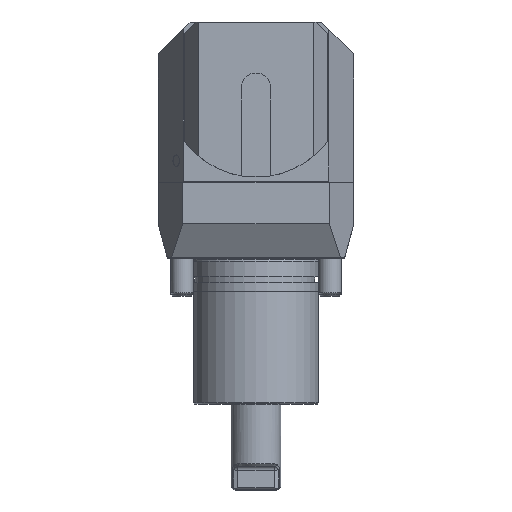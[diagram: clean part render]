
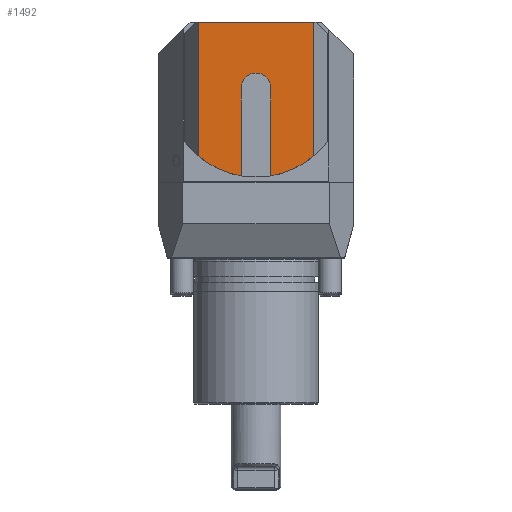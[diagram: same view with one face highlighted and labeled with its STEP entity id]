
A CAD part, top view. The second image highlights one B-rep face of the part: STEP entity #1492.
In plain terms, the highlighted planar face has unit normal (0, 0, 1).
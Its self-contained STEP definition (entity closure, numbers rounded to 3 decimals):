
#107 = DIRECTION ( 'NONE',  ( 0., -1., 0. ) ) ;
#186 = DIRECTION ( 'NONE',  ( 0., -1., 0. ) ) ;
#287 = CARTESIAN_POINT ( 'NONE',  ( -24.881, 22.142, 96.5 ) ) ;
#474 = DIRECTION ( 'NONE',  ( 0., 1., 0. ) ) ;
#475 = VECTOR ( 'NONE', #13549, 1000. ) ;
#651 = LINE ( 'NONE', #7541, #475 ) ;
#891 = VECTOR ( 'NONE', #474, 1000. ) ;
#1339 = CIRCLE ( 'NONE', #24232, 39.25 ) ;
#1391 = VERTEX_POINT ( 'NONE', #287 ) ;
#1492 = ADVANCED_FACE ( 'Defeature completata1_79', ( #15910 ), #9445, .T. ) ;
#3012 = VERTEX_POINT ( 'NONE', #21954 ) ;
#3981 = EDGE_CURVE ( 'NONE', #5497, #24398, #16431, .T. ) ;
#4368 = ORIENTED_EDGE ( 'NONE', *, *, #23352, .T. ) ;
#4412 = EDGE_CURVE ( 'NONE', #25502, #1391, #5233, .T. ) ;
#4813 = CARTESIAN_POINT ( 'NONE',  ( 7.096, 52., 96.5 ) ) ;
#5233 = LINE ( 'NONE', #9604, #19752 ) ;
#5473 = DIRECTION ( 'NONE',  ( 0., -1., 0. ) ) ;
#5497 = VERTEX_POINT ( 'NONE', #16643 ) ;
#5778 = AXIS2_PLACEMENT_3D ( 'NONE', #24666, #12041, #7745 ) ;
#7411 = EDGE_CURVE ( 'NONE', #3012, #19120, #13125, .T. ) ;
#7541 = CARTESIAN_POINT ( 'NONE',  ( 0.596, 81., 96.5 ) ) ;
#7745 = DIRECTION ( 'NONE',  ( 0., -1., 0. ) ) ;
#8959 = VERTEX_POINT ( 'NONE', #12679 ) ;
#9076 = ORIENTED_EDGE ( 'NONE', *, *, #23556, .T. ) ;
#9133 = EDGE_CURVE ( 'NONE', #3012, #8959, #20415, .T. ) ;
#9445 = PLANE ( 'NONE',  #5778 ) ;
#9604 = CARTESIAN_POINT ( 'NONE',  ( -24.881, 52., 96.5 ) ) ;
#9641 = EDGE_CURVE ( 'NONE', #18543, #25502, #651, .T. ) ;
#9863 = EDGE_CURVE ( 'NONE', #8959, #5497, #17902, .T. ) ;
#11121 = CARTESIAN_POINT ( 'NONE',  ( 0.596, 52., 96.5 ) ) ;
#11603 = ORIENTED_EDGE ( 'NONE', *, *, #3981, .F. ) ;
#12041 = DIRECTION ( 'NONE',  ( 0., 0., 1. ) ) ;
#12186 = CARTESIAN_POINT ( 'NONE',  ( 26.072, 52., 96.5 ) ) ;
#12345 = CARTESIAN_POINT ( 'NONE',  ( 0.596, 52., 96.5 ) ) ;
#12679 = CARTESIAN_POINT ( 'NONE',  ( 7.096, 52., 96.5 ) ) ;
#12877 = DIRECTION ( 'NONE',  ( 0., 0., 1. ) ) ;
#13125 = CIRCLE ( 'NONE', #16331, 39.25 ) ;
#13377 = DIRECTION ( 'NONE',  ( 0., 0., 1. ) ) ;
#13549 = DIRECTION ( 'NONE',  ( -1., 0., 0. ) ) ;
#13709 = ORIENTED_EDGE ( 'NONE', *, *, #7411, .T. ) ;
#13778 = AXIS2_PLACEMENT_3D ( 'NONE', #11121, #13377, #186 ) ;
#14205 = EDGE_LOOP ( 'NONE', ( #13709, #4368, #24872, #27183, #9076, #11603, #16972, #27236 ) ) ;
#14730 = CARTESIAN_POINT ( 'NONE',  ( -5.904, 52., 96.5 ) ) ;
#15910 = FACE_OUTER_BOUND ( 'NONE', #14205, .T. ) ;
#16331 = AXIS2_PLACEMENT_3D ( 'NONE', #22046, #12877, #107 ) ;
#16431 = LINE ( 'NONE', #14730, #17863 ) ;
#16643 = CARTESIAN_POINT ( 'NONE',  ( -5.904, 52., 96.5 ) ) ;
#16758 = DIRECTION ( 'NONE',  ( 0., 1., 0. ) ) ;
#16911 = CARTESIAN_POINT ( 'NONE',  ( 26.072, 81., 96.5 ) ) ;
#16972 = ORIENTED_EDGE ( 'NONE', *, *, #9863, .F. ) ;
#17863 = VECTOR ( 'NONE', #5473, 1000. ) ;
#17902 = CIRCLE ( 'NONE', #13778, 6.5 ) ;
#18373 = CARTESIAN_POINT ( 'NONE',  ( -24.881, 81., 96.5 ) ) ;
#18543 = VERTEX_POINT ( 'NONE', #16911 ) ;
#19120 = VERTEX_POINT ( 'NONE', #23891 ) ;
#19752 = VECTOR ( 'NONE', #27114, 1000. ) ;
#20415 = LINE ( 'NONE', #4813, #891 ) ;
#21954 = CARTESIAN_POINT ( 'NONE',  ( 7.096, 13.292, 96.5 ) ) ;
#22046 = CARTESIAN_POINT ( 'NONE',  ( 0.596, 52., 96.5 ) ) ;
#22509 = CARTESIAN_POINT ( 'NONE',  ( -5.904, 13.292, 96.5 ) ) ;
#23083 = LINE ( 'NONE', #12186, #26505 ) ;
#23352 = EDGE_CURVE ( 'NONE', #19120, #18543, #23083, .T. ) ;
#23556 = EDGE_CURVE ( 'NONE', #1391, #24398, #1339, .T. ) ;
#23891 = CARTESIAN_POINT ( 'NONE',  ( 26.072, 22.142, 96.5 ) ) ;
#24232 = AXIS2_PLACEMENT_3D ( 'NONE', #12345, #28086, #25955 ) ;
#24398 = VERTEX_POINT ( 'NONE', #22509 ) ;
#24666 = CARTESIAN_POINT ( 'NONE',  ( 0.596, 52., 96.5 ) ) ;
#24872 = ORIENTED_EDGE ( 'NONE', *, *, #9641, .T. ) ;
#25502 = VERTEX_POINT ( 'NONE', #18373 ) ;
#25955 = DIRECTION ( 'NONE',  ( 0., -1., 0. ) ) ;
#26505 = VECTOR ( 'NONE', #16758, 1000. ) ;
#27114 = DIRECTION ( 'NONE',  ( 0., -1., 0. ) ) ;
#27183 = ORIENTED_EDGE ( 'NONE', *, *, #4412, .T. ) ;
#27236 = ORIENTED_EDGE ( 'NONE', *, *, #9133, .F. ) ;
#28086 = DIRECTION ( 'NONE',  ( 0., 0., 1. ) ) ;
